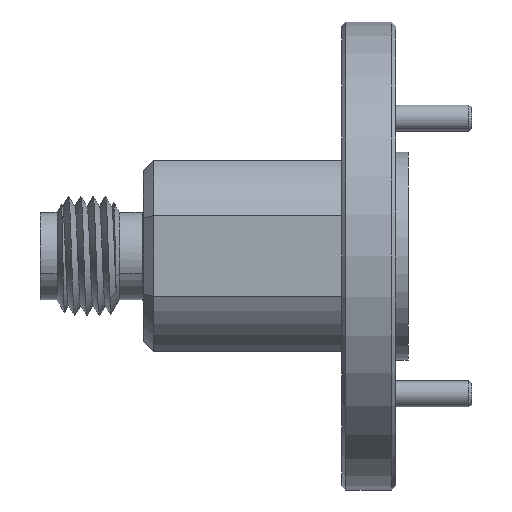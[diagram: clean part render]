
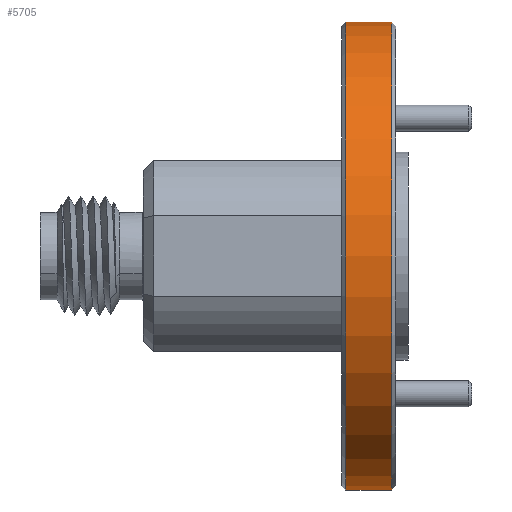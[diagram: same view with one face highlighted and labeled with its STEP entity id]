
A CAD part, front view. The second image highlights one B-rep face of the part: STEP entity #5705.
In plain terms, the highlighted cylindrical face has radius 14.287 mm (diameter 28.575 mm), a partial arc.
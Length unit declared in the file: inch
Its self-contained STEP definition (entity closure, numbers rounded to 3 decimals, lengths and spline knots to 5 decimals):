
#980 = FACE_OUTER_BOUND ( 'NONE', #6156, .T. ) ;
#1062 = DIRECTION ( 'NONE',  ( 0., 0., -1. ) ) ;
#1069 = DIRECTION ( 'NONE',  ( 0., 0., -1. ) ) ;
#1164 = ORIENTED_EDGE ( 'NONE', *, *, #2044, .T. ) ;
#1593 = VERTEX_POINT ( 'NONE', #2900 ) ;
#1811 = VERTEX_POINT ( 'NONE', #2377 ) ;
#1857 = LINE ( 'NONE', #9487, #6953 ) ;
#2044 = EDGE_CURVE ( 'NONE', #6637, #10827, #11017, .T. ) ;
#2339 = EDGE_CURVE ( 'NONE', #1593, #6637, #1857, .T. ) ;
#2377 = CARTESIAN_POINT ( 'NONE',  ( -0.14466, -0.06051, 0.71847 ) ) ;
#2740 = CARTESIAN_POINT ( 'NONE',  ( 0.00534, -0.06051, 0.15597 ) ) ;
#2786 = DIRECTION ( 'NONE',  ( -1., 0., 0. ) ) ;
#2900 = CARTESIAN_POINT ( 'NONE',  ( -0.14466, -0.06051, -0.40653 ) ) ;
#2970 = DIRECTION ( 'NONE',  ( 1., 0., 0. ) ) ;
#3312 = ORIENTED_EDGE ( 'NONE', *, *, #2339, .T. ) ;
#3397 = CARTESIAN_POINT ( 'NONE',  ( -0.03466, -0.06051, 0.71847 ) ) ;
#3460 = AXIS2_PLACEMENT_3D ( 'NONE', #10570, #7907, #8848 ) ;
#4562 = CARTESIAN_POINT ( 'NONE',  ( -0.03466, -0.06051, 0.15597 ) ) ;
#4624 = DIRECTION ( 'NONE',  ( 1., 0., 0. ) ) ;
#5683 = ORIENTED_EDGE ( 'NONE', *, *, #11344, .F. ) ;
#5705 = ADVANCED_FACE ( 'NONE', ( #980 ), #9700, .T. ) ;
#5748 = LINE ( 'NONE', #6356, #7164 ) ;
#6156 = EDGE_LOOP ( 'NONE', ( #5683, #6621, #3312, #1164 ) ) ;
#6356 = CARTESIAN_POINT ( 'NONE',  ( 0.00534, -0.06051, 0.71847 ) ) ;
#6621 = ORIENTED_EDGE ( 'NONE', *, *, #7731, .T. ) ;
#6637 = VERTEX_POINT ( 'NONE', #11089 ) ;
#6663 = AXIS2_PLACEMENT_3D ( 'NONE', #4562, #2786, #1069 ) ;
#6953 = VECTOR ( 'NONE', #7744, 39.37008 ) ;
#7164 = VECTOR ( 'NONE', #4624, 39.37008 ) ;
#7399 = AXIS2_PLACEMENT_3D ( 'NONE', #2740, #2970, #1062 ) ;
#7731 = EDGE_CURVE ( 'NONE', #1811, #1593, #9833, .T. ) ;
#7744 = DIRECTION ( 'NONE',  ( 1., 0., 0. ) ) ;
#7907 = DIRECTION ( 'NONE',  ( 1., 0., 0. ) ) ;
#8848 = DIRECTION ( 'NONE',  ( 0., 0., 1. ) ) ;
#9487 = CARTESIAN_POINT ( 'NONE',  ( 0.00534, -0.06051, -0.40653 ) ) ;
#9700 = CYLINDRICAL_SURFACE ( 'NONE', #7399, 0.5625 ) ;
#9833 = CIRCLE ( 'NONE', #3460, 0.5625 ) ;
#10570 = CARTESIAN_POINT ( 'NONE',  ( -0.14466, -0.06051, 0.15597 ) ) ;
#10827 = VERTEX_POINT ( 'NONE', #3397 ) ;
#11017 = CIRCLE ( 'NONE', #6663, 0.5625 ) ;
#11089 = CARTESIAN_POINT ( 'NONE',  ( -0.03466, -0.06051, -0.40653 ) ) ;
#11344 = EDGE_CURVE ( 'NONE', #1811, #10827, #5748, .T. ) ;
